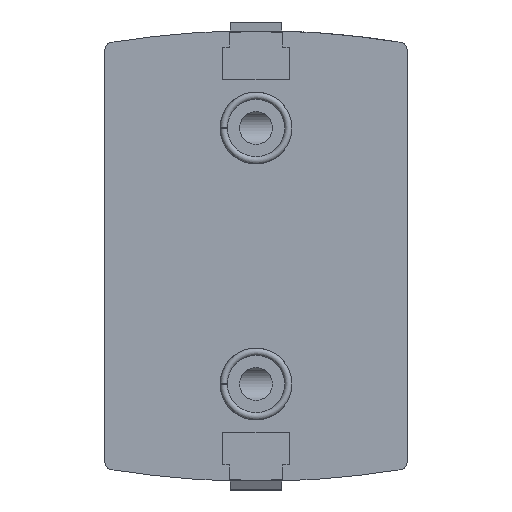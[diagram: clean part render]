
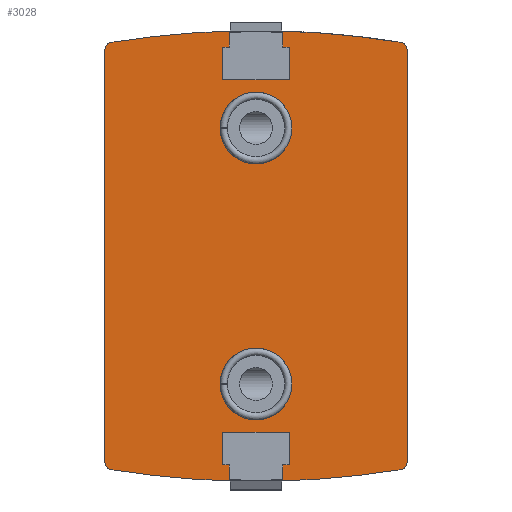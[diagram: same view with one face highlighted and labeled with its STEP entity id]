
A CAD part, front view. The second image highlights one B-rep face of the part: STEP entity #3028.
In plain terms, the highlighted planar face has unit normal (0, -1, 0).
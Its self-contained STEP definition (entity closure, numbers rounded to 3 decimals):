
#77=PLANE('',#3243);
#187=LINE('',#4421,#336);
#192=LINE('',#4439,#341);
#196=LINE('',#4447,#345);
#199=LINE('',#4453,#348);
#202=LINE('',#4459,#351);
#205=LINE('',#4465,#354);
#208=LINE('',#4471,#357);
#211=LINE('',#4477,#360);
#214=LINE('',#4488,#363);
#218=LINE('',#4500,#367);
#221=LINE('',#4506,#370);
#224=LINE('',#4512,#373);
#227=LINE('',#4518,#376);
#230=LINE('',#4524,#379);
#233=LINE('',#4530,#382);
#236=LINE('',#4536,#385);
#336=VECTOR('',#3589,1000.);
#341=VECTOR('',#3608,1000.);
#345=VECTOR('',#3614,1000.);
#348=VECTOR('',#3619,1000.);
#351=VECTOR('',#3624,1000.);
#354=VECTOR('',#3629,1000.);
#357=VECTOR('',#3634,1000.);
#360=VECTOR('',#3639,1000.);
#363=VECTOR('',#3652,1000.);
#367=VECTOR('',#3666,1000.);
#370=VECTOR('',#3671,1000.);
#373=VECTOR('',#3676,1000.);
#376=VECTOR('',#3681,1000.);
#379=VECTOR('',#3686,1000.);
#382=VECTOR('',#3691,1000.);
#385=VECTOR('',#3696,1000.);
#691=ORIENTED_EDGE('',*,*,#1241,.F.);
#692=ORIENTED_EDGE('',*,*,#1242,.F.);
#693=ORIENTED_EDGE('',*,*,#1166,.F.);
#694=ORIENTED_EDGE('',*,*,#1234,.F.);
#695=ORIENTED_EDGE('',*,*,#1230,.F.);
#696=ORIENTED_EDGE('',*,*,#1227,.F.);
#697=ORIENTED_EDGE('',*,*,#1224,.F.);
#698=ORIENTED_EDGE('',*,*,#1221,.F.);
#699=ORIENTED_EDGE('',*,*,#1218,.F.);
#700=ORIENTED_EDGE('',*,*,#1215,.F.);
#701=ORIENTED_EDGE('',*,*,#1212,.F.);
#702=ORIENTED_EDGE('',*,*,#1210,.F.);
#703=ORIENTED_EDGE('',*,*,#1208,.F.);
#704=ORIENTED_EDGE('',*,*,#1206,.F.);
#705=ORIENTED_EDGE('',*,*,#1202,.F.);
#706=ORIENTED_EDGE('',*,*,#1085,.F.);
#707=ORIENTED_EDGE('',*,*,#1200,.F.);
#708=ORIENTED_EDGE('',*,*,#1197,.F.);
#709=ORIENTED_EDGE('',*,*,#1194,.F.);
#710=ORIENTED_EDGE('',*,*,#1191,.F.);
#711=ORIENTED_EDGE('',*,*,#1188,.F.);
#712=ORIENTED_EDGE('',*,*,#1185,.F.);
#713=ORIENTED_EDGE('',*,*,#1181,.F.);
#714=ORIENTED_EDGE('',*,*,#1178,.F.);
#715=ORIENTED_EDGE('',*,*,#1175,.F.);
#716=ORIENTED_EDGE('',*,*,#1172,.F.);
#1085=EDGE_CURVE('',#1394,#1395,#1610,.T.);
#1166=EDGE_CURVE('',#1456,#1457,#1639,.T.);
#1172=EDGE_CURVE('',#1457,#1462,#187,.T.);
#1175=EDGE_CURVE('',#1462,#1464,#1643,.T.);
#1178=EDGE_CURVE('',#1464,#1466,#1645,.T.);
#1181=EDGE_CURVE('',#1466,#1468,#192,.T.);
#1185=EDGE_CURVE('',#1468,#1471,#196,.T.);
#1188=EDGE_CURVE('',#1471,#1473,#199,.T.);
#1191=EDGE_CURVE('',#1473,#1475,#202,.T.);
#1194=EDGE_CURVE('',#1475,#1477,#205,.T.);
#1197=EDGE_CURVE('',#1477,#1479,#208,.T.);
#1200=EDGE_CURVE('',#1479,#1394,#211,.T.);
#1202=EDGE_CURVE('',#1395,#1481,#1647,.T.);
#1206=EDGE_CURVE('',#1481,#1484,#214,.T.);
#1208=EDGE_CURVE('',#1484,#1485,#1650,.T.);
#1210=EDGE_CURVE('',#1485,#1486,#1651,.T.);
#1212=EDGE_CURVE('',#1486,#1487,#218,.T.);
#1215=EDGE_CURVE('',#1487,#1489,#221,.T.);
#1218=EDGE_CURVE('',#1489,#1491,#224,.T.);
#1221=EDGE_CURVE('',#1491,#1493,#227,.T.);
#1224=EDGE_CURVE('',#1493,#1495,#230,.T.);
#1227=EDGE_CURVE('',#1495,#1497,#233,.T.);
#1230=EDGE_CURVE('',#1497,#1499,#236,.T.);
#1234=EDGE_CURVE('',#1499,#1456,#1652,.T.);
#1241=EDGE_CURVE('',#1506,#1506,#1658,.T.);
#1242=EDGE_CURVE('',#1507,#1507,#1659,.T.);
#1394=VERTEX_POINT('',#4169);
#1395=VERTEX_POINT('',#4170);
#1456=VERTEX_POINT('',#4409);
#1457=VERTEX_POINT('',#4410);
#1462=VERTEX_POINT('',#4422);
#1464=VERTEX_POINT('',#4428);
#1466=VERTEX_POINT('',#4434);
#1468=VERTEX_POINT('',#4440);
#1471=VERTEX_POINT('',#4448);
#1473=VERTEX_POINT('',#4454);
#1475=VERTEX_POINT('',#4460);
#1477=VERTEX_POINT('',#4466);
#1479=VERTEX_POINT('',#4472);
#1481=VERTEX_POINT('',#4481);
#1484=VERTEX_POINT('',#4489);
#1485=VERTEX_POINT('',#4493);
#1486=VERTEX_POINT('',#4497);
#1487=VERTEX_POINT('',#4501);
#1489=VERTEX_POINT('',#4507);
#1491=VERTEX_POINT('',#4513);
#1493=VERTEX_POINT('',#4519);
#1495=VERTEX_POINT('',#4525);
#1497=VERTEX_POINT('',#4531);
#1499=VERTEX_POINT('',#4537);
#1506=VERTEX_POINT('',#4558);
#1507=VERTEX_POINT('',#4560);
#1610=CIRCLE('',#3153,88.5);
#1639=CIRCLE('',#3201,0.7);
#1643=CIRCLE('',#3207,0.7);
#1645=CIRCLE('',#3210,88.5);
#1647=CIRCLE('',#3220,0.7);
#1650=CIRCLE('',#3225,0.7);
#1651=CIRCLE('',#3227,88.5);
#1652=CIRCLE('',#3236,88.5);
#1658=CIRCLE('',#3244,3.5);
#1659=CIRCLE('',#3245,3.5);
#1789=EDGE_LOOP('',(#691));
#1790=EDGE_LOOP('',(#692));
#1791=EDGE_LOOP('',(#693,#694,#695,#696,#697,#698,#699,#700,#701,#702,#703,
#704,#705,#706,#707,#708,#709,#710,#711,#712,#713,#714,#715,#716));
#1994=FACE_BOUND('',#1789,.T.);
#1995=FACE_BOUND('',#1790,.T.);
#1996=FACE_BOUND('',#1791,.T.);
#3028=ADVANCED_FACE('',(#1994,#1995,#1996),#77,.F.);
#3153=AXIS2_PLACEMENT_3D('',#4168,#3450,#3451);
#3201=AXIS2_PLACEMENT_3D('',#4408,#3577,#3578);
#3207=AXIS2_PLACEMENT_3D('',#4427,#3594,#3595);
#3210=AXIS2_PLACEMENT_3D('',#4433,#3601,#3602);
#3220=AXIS2_PLACEMENT_3D('',#4480,#3643,#3644);
#3225=AXIS2_PLACEMENT_3D('',#4492,#3656,#3657);
#3227=AXIS2_PLACEMENT_3D('',#4496,#3661,#3662);
#3236=AXIS2_PLACEMENT_3D('',#4544,#3702,#3703);
#3243=AXIS2_PLACEMENT_3D('',#4556,#3717,#3718);
#3244=AXIS2_PLACEMENT_3D('',#4557,#3719,#3720);
#3245=AXIS2_PLACEMENT_3D('',#4559,#3721,#3722);
#3450=DIRECTION('',(0.,1.,0.));
#3451=DIRECTION('',(1.,0.,0.));
#3577=DIRECTION('',(0.,1.,0.));
#3578=DIRECTION('',(1.,0.,0.));
#3589=DIRECTION('',(0.,0.,1.));
#3594=DIRECTION('',(0.,1.,0.));
#3595=DIRECTION('',(1.,0.,0.));
#3601=DIRECTION('',(0.,1.,0.));
#3602=DIRECTION('',(1.,0.,0.));
#3608=DIRECTION('',(0.,0.,-1.));
#3614=DIRECTION('',(-1.,0.,0.));
#3619=DIRECTION('',(0.,0.,-1.));
#3624=DIRECTION('',(1.,0.,0.));
#3629=DIRECTION('',(0.,0.,1.));
#3634=DIRECTION('',(-1.,0.,0.));
#3639=DIRECTION('',(0.,0.,1.));
#3643=DIRECTION('',(0.,1.,0.));
#3644=DIRECTION('',(1.,0.,0.));
#3652=DIRECTION('',(0.,0.,-1.));
#3656=DIRECTION('',(0.,1.,0.));
#3657=DIRECTION('',(1.,0.,0.));
#3661=DIRECTION('',(0.,1.,0.));
#3662=DIRECTION('',(1.,0.,0.));
#3666=DIRECTION('',(0.,0.,1.));
#3671=DIRECTION('',(1.,0.,0.));
#3676=DIRECTION('',(0.,0.,1.));
#3681=DIRECTION('',(-1.,0.,0.));
#3686=DIRECTION('',(0.,0.,-1.));
#3691=DIRECTION('',(1.,0.,0.));
#3696=DIRECTION('',(0.,0.,-1.));
#3702=DIRECTION('',(0.,1.,0.));
#3703=DIRECTION('',(1.,0.,0.));
#3717=DIRECTION('',(0.,1.,0.));
#3718=DIRECTION('',(0.,0.,1.));
#3719=DIRECTION('',(0.,-1.,0.));
#3720=DIRECTION('',(0.,0.,-1.));
#3721=DIRECTION('',(0.,-1.,0.));
#3722=DIRECTION('',(0.,0.,-1.));
#4168=CARTESIAN_POINT('',(0.,0.,-66.5));
#4169=CARTESIAN_POINT('',(2.6,0.,21.962));
#4170=CARTESIAN_POINT('',(14.162,0.,20.86));
#4408=CARTESIAN_POINT('',(-14.05,0.,-20.169));
#4409=CARTESIAN_POINT('',(-14.162,0.,-20.86));
#4410=CARTESIAN_POINT('',(-14.75,0.,-20.169));
#4421=CARTESIAN_POINT('',(-14.75,0.,-20.169));
#4422=CARTESIAN_POINT('',(-14.75,0.,20.169));
#4427=CARTESIAN_POINT('',(-14.05,0.,20.169));
#4428=CARTESIAN_POINT('',(-14.162,0.,20.86));
#4433=CARTESIAN_POINT('',(0.,0.,-66.5));
#4434=CARTESIAN_POINT('',(-2.6,0.,21.962));
#4439=CARTESIAN_POINT('',(-2.6,0.,21.962));
#4440=CARTESIAN_POINT('',(-2.6,0.,20.4));
#4447=CARTESIAN_POINT('',(-2.6,0.,20.4));
#4448=CARTESIAN_POINT('',(-3.25,0.,20.4));
#4453=CARTESIAN_POINT('',(-3.25,0.,20.4));
#4454=CARTESIAN_POINT('',(-3.25,0.,17.2));
#4459=CARTESIAN_POINT('',(-3.25,0.,17.2));
#4460=CARTESIAN_POINT('',(3.25,0.,17.2));
#4465=CARTESIAN_POINT('',(3.25,0.,17.2));
#4466=CARTESIAN_POINT('',(3.25,0.,20.4));
#4471=CARTESIAN_POINT('',(3.25,0.,20.4));
#4472=CARTESIAN_POINT('',(2.6,0.,20.4));
#4477=CARTESIAN_POINT('',(2.6,0.,20.4));
#4480=CARTESIAN_POINT('',(14.05,0.,20.169));
#4481=CARTESIAN_POINT('',(14.75,0.,20.169));
#4488=CARTESIAN_POINT('',(14.75,0.,20.169));
#4489=CARTESIAN_POINT('',(14.75,0.,-20.169));
#4492=CARTESIAN_POINT('',(14.05,0.,-20.169));
#4493=CARTESIAN_POINT('',(14.162,0.,-20.86));
#4496=CARTESIAN_POINT('',(0.,0.,66.5));
#4497=CARTESIAN_POINT('',(2.6,0.,-21.962));
#4500=CARTESIAN_POINT('',(2.6,0.,-21.962));
#4501=CARTESIAN_POINT('',(2.6,0.,-20.4));
#4506=CARTESIAN_POINT('',(2.6,0.,-20.4));
#4507=CARTESIAN_POINT('',(3.25,0.,-20.4));
#4512=CARTESIAN_POINT('',(3.25,0.,-20.4));
#4513=CARTESIAN_POINT('',(3.25,0.,-17.2));
#4518=CARTESIAN_POINT('',(3.25,0.,-17.2));
#4519=CARTESIAN_POINT('',(-3.25,0.,-17.2));
#4524=CARTESIAN_POINT('',(-3.25,0.,-17.2));
#4525=CARTESIAN_POINT('',(-3.25,0.,-20.4));
#4530=CARTESIAN_POINT('',(-3.25,0.,-20.4));
#4531=CARTESIAN_POINT('',(-2.6,0.,-20.4));
#4536=CARTESIAN_POINT('',(-2.6,0.,-20.4));
#4537=CARTESIAN_POINT('',(-2.6,0.,-21.962));
#4544=CARTESIAN_POINT('',(0.,0.,66.5));
#4556=CARTESIAN_POINT('',(-14.05,0.,-20.169));
#4557=CARTESIAN_POINT('',(0.,0.,-12.5));
#4558=CARTESIAN_POINT('',(0.,0.,-16.));
#4559=CARTESIAN_POINT('',(0.,0.,12.5));
#4560=CARTESIAN_POINT('',(0.,0.,9.));
